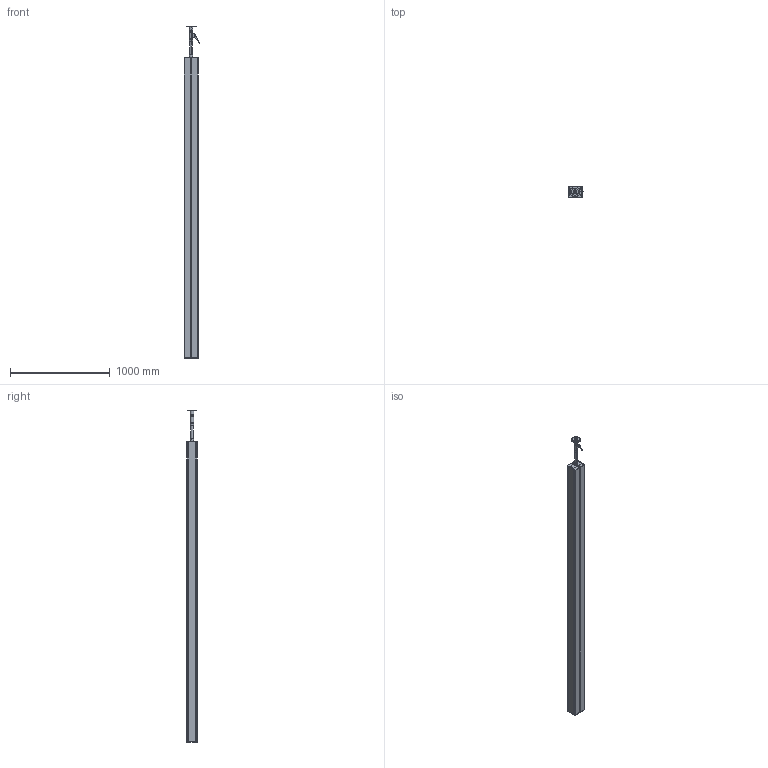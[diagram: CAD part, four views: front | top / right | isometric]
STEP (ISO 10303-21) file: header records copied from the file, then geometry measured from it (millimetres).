
FILE_DESCRIPTION (( 'STEP AP214' ), '1' );
FILE_NAME ('6288963.stp', '2016-06-28T13:36:29', ( '' ), ( '' ), 'SwSTEP 2.0', 'SolidWorks 2014', '' );
FILE_SCHEMA (( 'AUTOMOTIVE_DESIGN' ));
Length unit declared in the file: millimetre
Products named in the file (18): 6288963; 000189_Standard; 016583_Spring Pin ISO 13337 - 4 x 8 - St; 030909_L=3000; 000190T1_Standard; 026360_L=3000; 076846_Bohrung hinzu; 076847_Standard; 076843_bohrungen hinzu; 076849_Standard; 076860_Standard; 076844_Bohrung hinzu; 076850_Standard; 000188_Standard; 013125_L=3000; 076842_Bohrung hinzu; 076845_Bohrung hinzu; 000190_Standard
Assembly tree (20 placements, depth 3):
  6288963
    013125_L=3000  x2
    030909_L=3000  x2
      026360_L=3000
    000188_Standard
    000190_Standard
      000190T1_Standard
    076860_Standard
      076842_Bohrung hinzu
      076843_bohrungen hinzu
      076844_Bohrung hinzu
      076845_Bohrung hinzu
      076846_Bohrung hinzu
      076847_Standard
      076849_Standard
      076850_Standard
      016583_Spring Pin ISO 13337 - 4 x 8 - St
    000189_Standard
      000188_Standard
Bounding box: 159.68 x 110 x 3322.88 mm (x, y, z)
Volume: 4803765.6 mm3; surface area: 5033587.6 mm2
Topology: 17 solids, 17 shells, 346 faces, 916 edges, 608 vertices
Faces by surface type: plane 183, cylinder 156, cone 7
Entity records: 8384 total; most frequent: CARTESIAN_POINT 1643, DIRECTION 1340, ORIENTED_EDGE 1220, EDGE_CURVE 610, AXIS2_PLACEMENT_3D 493, VERTEX_POINT 404, VECTOR 354, LINE 354
